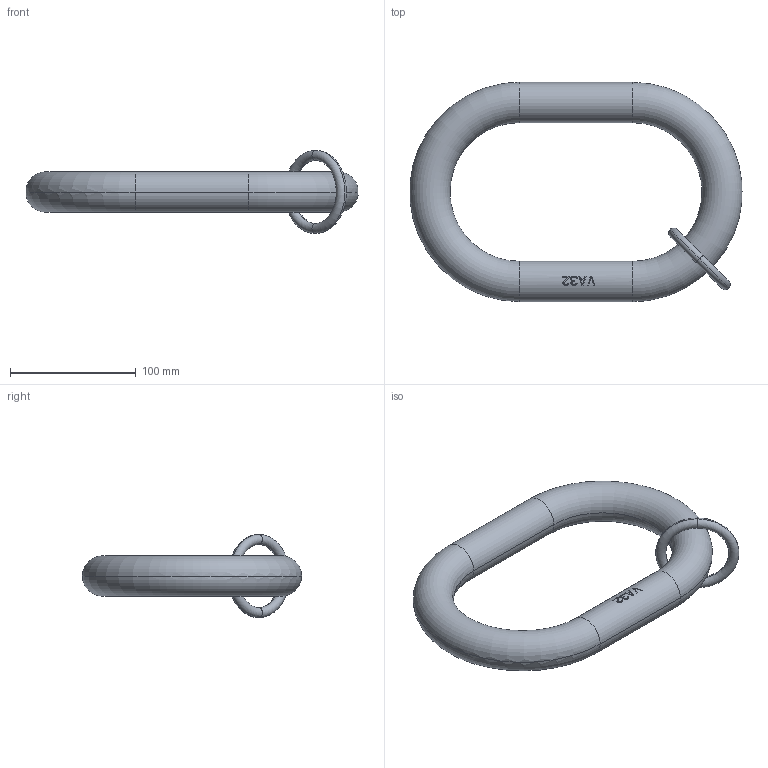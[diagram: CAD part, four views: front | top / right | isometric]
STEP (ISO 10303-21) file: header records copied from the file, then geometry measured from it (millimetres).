
FILE_DESCRIPTION((''),'2;1');
FILE_NAME('3VA32','2005-01-18T',('jakubetz'),(''),'PRO/ENGINEER BY PARAMETRIC TECHNOLOGY CORPORATION, 2001400','PRO/ENGINEER BY PARAMETRIC TECHNOLOGY CORPORATION, 2001400','');
FILE_SCHEMA(('CONFIG_CONTROL_DESIGN'));
Length unit declared in the file: millimetre
Products named in the file (1): 3VA32
Bounding box: 263.51 x 174 x 66 mm (x, y, z)
Volume: 512686.5 mm3; surface area: 67566.4 mm2
Topology: 2 solids, 2 shells, 113 faces, 314 edges, 206 vertices
Faces by surface type: plane 100, torus 8, cylinder 5
Entity records: 3748 total; most frequent: CARTESIAN_POINT 950, ORIENTED_EDGE 628, DIRECTION 480, EDGE_CURVE 314, VECTOR 212, LINE 212, VERTEX_POINT 206, AXIS2_PLACEMENT_3D 134
